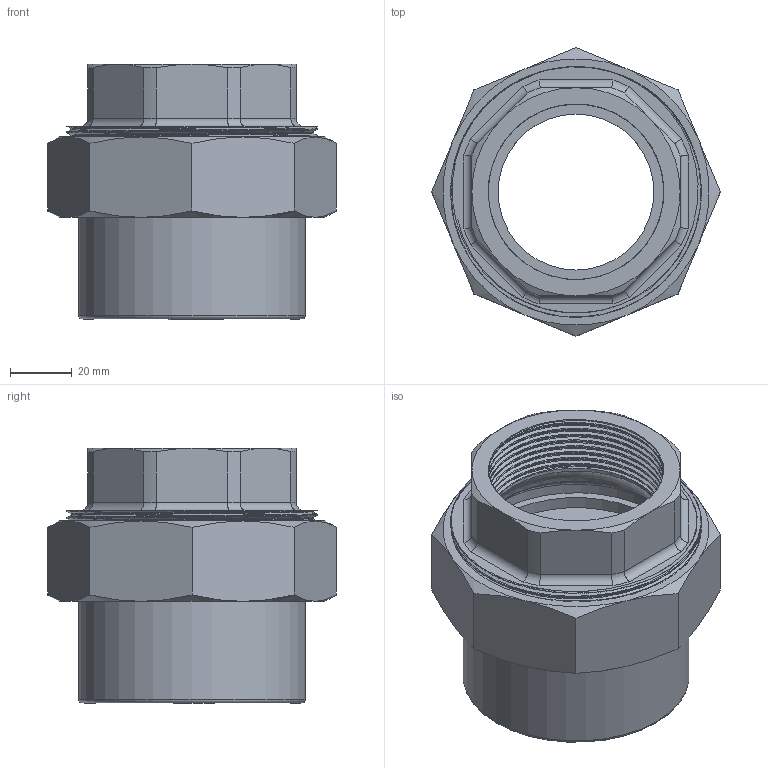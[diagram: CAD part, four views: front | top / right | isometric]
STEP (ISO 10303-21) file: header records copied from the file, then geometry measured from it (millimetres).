
FILE_DESCRIPTION(/* description */ ('STEP AP203'),/* implementation_level */ '2;1');
FILE_NAME(/* name */ 'AF0622.063.063_16.step',/* time_stamp */ '2025-12-18T08:44:18+01:00',/* author */ (''),/* organization */ (''),/* preprocessor_version */ 'ST-DEVELOPER v20.1',/* originating_system */ 'Autodesk Translation Framework v14.21.0.0',/* authorisation */ '');
FILE_SCHEMA (('AUTOMOTIVE_DESIGN { 1 0 10303 214 3 1 1 }'));
Length unit declared in the file: millimetre
Products named in the file (2): 2025-12-16-08-59-42-123; 2025-12-17-15-55-04-180
Assembly tree (1 placements, depth 2):
  2025-12-16-08-59-42-123
    2025-12-17-15-55-04-180
Bounding box: 93.64 x 93.64 x 82.94 mm (x, y, z)
Volume: 145355 mm3; surface area: 72934.6 mm2
Topology: 4 solids, 4 shells, 992 faces, 2805 edges, 1851 vertices
Faces by surface type: plane 865, cylinder 58, cone 28, bspline 27, torus 14
Full cylindrical faces by diameter (mm): 1.3 x1, 1.95 x1, 50.6 x1, 56.976 x2, 59.614 x7, 64.6 x1, 69.89 x1, 73.5 x1, 74.377 x1, 78 x2, 78.576 x4, 78.896 x1, 81.317 x1, 81.534 x8
Entity records: 43741 total; most frequent: CARTESIAN_POINT 18356, ORIENTED_EDGE 5602, DIRECTION 4673, EDGE_CURVE 2801, LINE 2501, VECTOR 2501, VERTEX_POINT 1849, AXIS2_PLACEMENT_3D 1086
